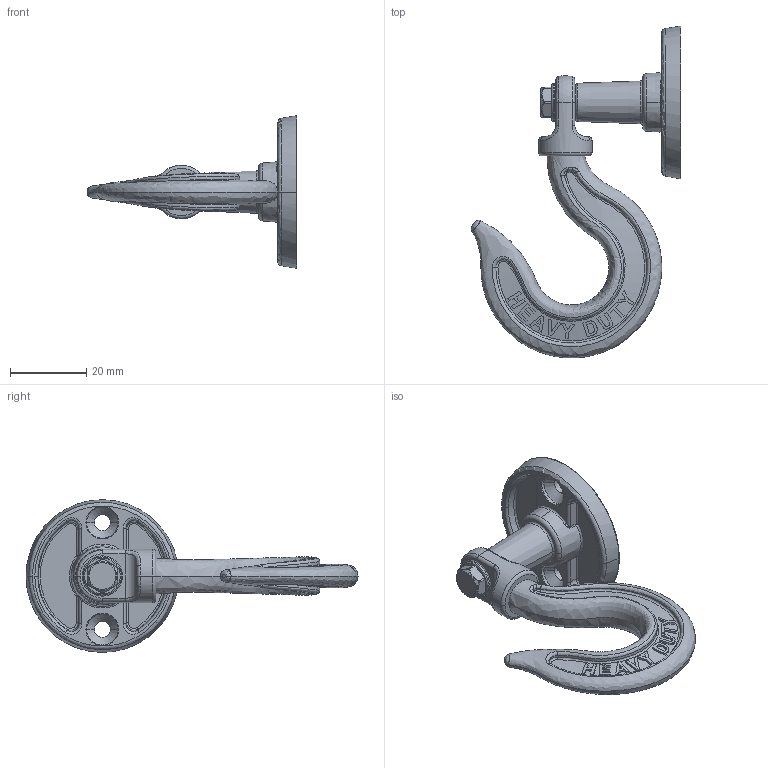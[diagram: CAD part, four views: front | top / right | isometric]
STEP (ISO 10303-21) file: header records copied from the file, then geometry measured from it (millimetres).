
FILE_DESCRIPTION(('Creo Elements/Direct Modeling STEP Export'),'2;1');
FILE_NAME('2614.stp','2023-06-27T 9:40:39',(''),(''),'Creo Elements/Direct Modeling STEP processor for AP214 (Solid Model)','Creo Elements/Direct Modeling 20.0 12-Nov-2016 (C) Parametric Technology GmbH','');
FILE_SCHEMA(('AUTOMOTIVE_DESIGN { 1 0 10303 214 1 1 1 1 }'));
Length unit declared in the file: millimetre
Products named in the file (4): Haken; Halbrundkopfschraube_M4x8_EN_ISO_7380_2.1; Montageteil; ZN-12068
Assembly tree (3 placements, depth 2):
  ZN-12068
    Montageteil
    Halbrundkopfschraube_M4x8_EN_ISO_7380_2.1
    Haken
Bounding box: 55 x 87 x 40.02 mm (x, y, z)
Volume: 14572.7 mm3; surface area: 10655 mm2
Topology: 3 solids, 3 shells, 827 faces, 2217 edges, 1442 vertices
Faces by surface type: plane 552, bspline 115, cylinder 48, extrusion 48, torus 35, cone 28, sphere 1
Entity records: 63087 total; most frequent: CARTESIAN_POINT 43919, ORIENTED_EDGE 4430, DIRECTION 2933, EDGE_CURVE 2215, VERTEX_POINT 1442, VECTOR 1389, LINE 1341, EDGE_LOOP 881
